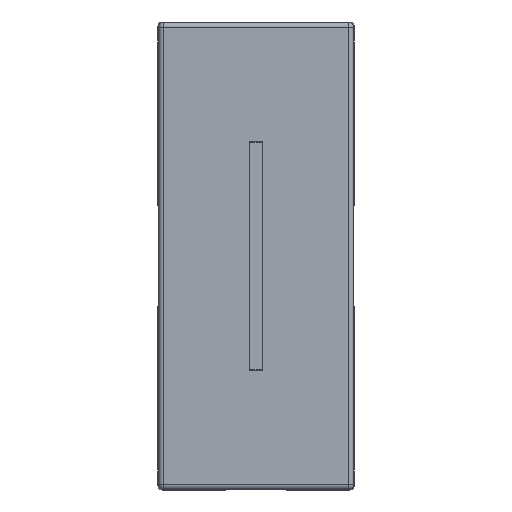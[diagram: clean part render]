
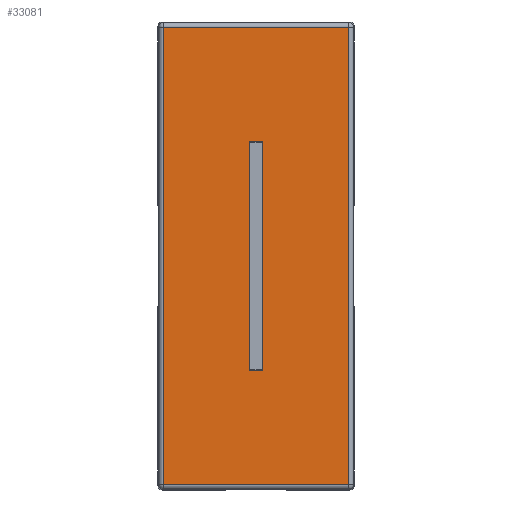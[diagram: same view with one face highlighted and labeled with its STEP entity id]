
A CAD part, top view. The second image highlights one B-rep face of the part: STEP entity #33081.
In plain terms, the highlighted planar face has unit normal (0, 0, 1).
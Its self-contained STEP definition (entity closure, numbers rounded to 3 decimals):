
#3814 = VERTEX_POINT ( 'NONE', #10958 ) ;
#4828 = LINE ( 'NONE', #54181, #60245 ) ;
#5348 = CARTESIAN_POINT ( 'NONE',  ( -0.77, -12.85, 3.8 ) ) ;
#5937 = CARTESIAN_POINT ( 'NONE',  ( 0., 25.763, 3.8 ) ) ;
#6410 = EDGE_LOOP ( 'NONE', ( #56643, #17963, #16664, #39658 ) ) ;
#7396 = AXIS2_PLACEMENT_3D ( 'NONE', #65451, #12307, #33619 ) ;
#8754 = LINE ( 'NONE', #64008, #40723 ) ;
#9800 = CARTESIAN_POINT ( 'NONE',  ( 0.77, -12.85, 3.8 ) ) ;
#10270 = ORIENTED_EDGE ( 'NONE', *, *, #34094, .T. ) ;
#10286 = CARTESIAN_POINT ( 'NONE',  ( 10.463, 25.763, 3.8 ) ) ;
#10958 = CARTESIAN_POINT ( 'NONE',  ( -10.463, -25.763, 3.8 ) ) ;
#11268 = ORIENTED_EDGE ( 'NONE', *, *, #55581, .T. ) ;
#12307 = DIRECTION ( 'NONE',  ( 0., 0., -1. ) ) ;
#13163 = LINE ( 'NONE', #5937, #54246 ) ;
#14655 = EDGE_CURVE ( 'NONE', #15508, #18256, #61546, .T. ) ;
#14666 = VECTOR ( 'NONE', #39055, 1000. ) ;
#15054 = CARTESIAN_POINT ( 'NONE',  ( 0., -25.763, 3.8 ) ) ;
#15508 = VERTEX_POINT ( 'NONE', #30943 ) ;
#16664 = ORIENTED_EDGE ( 'NONE', *, *, #58109, .F. ) ;
#17649 = DIRECTION ( 'NONE',  ( 0., 1., 0. ) ) ;
#17963 = ORIENTED_EDGE ( 'NONE', *, *, #35537, .F. ) ;
#18256 = VERTEX_POINT ( 'NONE', #25570 ) ;
#20704 = CARTESIAN_POINT ( 'NONE',  ( 0.77, 12.85, 3.8 ) ) ;
#21637 = DIRECTION ( 'NONE',  ( 1., 0., 0. ) ) ;
#25570 = CARTESIAN_POINT ( 'NONE',  ( -0.77, -12.85, 3.8 ) ) ;
#26119 = LINE ( 'NONE', #5348, #57148 ) ;
#29311 = VERTEX_POINT ( 'NONE', #10286 ) ;
#30943 = CARTESIAN_POINT ( 'NONE',  ( -0.77, 12.85, 3.8 ) ) ;
#31500 = LINE ( 'NONE', #35288, #32386 ) ;
#31901 = VERTEX_POINT ( 'NONE', #41572 ) ;
#32386 = VECTOR ( 'NONE', #51957, 1000. ) ;
#33081 = ADVANCED_FACE ( 'NONE', ( #68940, #35408 ), #54507, .F. ) ;
#33619 = DIRECTION ( 'NONE',  ( -1., 0., 0. ) ) ;
#34094 = EDGE_CURVE ( 'NONE', #3814, #46766, #47038, .T. ) ;
#35288 = CARTESIAN_POINT ( 'NONE',  ( 10.463, 0., 3.8 ) ) ;
#35408 = FACE_OUTER_BOUND ( 'NONE', #52444, .T. ) ;
#35537 = EDGE_CURVE ( 'NONE', #47842, #44697, #4828, .T. ) ;
#36839 = ORIENTED_EDGE ( 'NONE', *, *, #59842, .T. ) ;
#37327 = DIRECTION ( 'NONE',  ( -1., 0., 0. ) ) ;
#37422 = CARTESIAN_POINT ( 'NONE',  ( -10.463, 0., 3.8 ) ) ;
#39055 = DIRECTION ( 'NONE',  ( 0., -1., 0. ) ) ;
#39658 = ORIENTED_EDGE ( 'NONE', *, *, #14655, .F. ) ;
#40723 = VECTOR ( 'NONE', #37327, 1000. ) ;
#41572 = CARTESIAN_POINT ( 'NONE',  ( -10.463, 25.763, 3.8 ) ) ;
#42673 = DIRECTION ( 'NONE',  ( 1., 0., 0. ) ) ;
#44697 = VERTEX_POINT ( 'NONE', #20704 ) ;
#46766 = VERTEX_POINT ( 'NONE', #53619 ) ;
#47038 = LINE ( 'NONE', #15054, #50358 ) ;
#47638 = LINE ( 'NONE', #37422, #69350 ) ;
#47842 = VERTEX_POINT ( 'NONE', #9800 ) ;
#49613 = CARTESIAN_POINT ( 'NONE',  ( -0.77, 12.85, 3.8 ) ) ;
#50358 = VECTOR ( 'NONE', #42673, 1000. ) ;
#51957 = DIRECTION ( 'NONE',  ( 0., 1., 0. ) ) ;
#52444 = EDGE_LOOP ( 'NONE', ( #36839, #10270, #11268, #64763 ) ) ;
#53619 = CARTESIAN_POINT ( 'NONE',  ( 10.463, -25.763, 3.8 ) ) ;
#54181 = CARTESIAN_POINT ( 'NONE',  ( 0.77, 12.85, 3.8 ) ) ;
#54246 = VECTOR ( 'NONE', #64314, 1000. ) ;
#54507 = PLANE ( 'NONE',  #7396 ) ;
#55581 = EDGE_CURVE ( 'NONE', #46766, #29311, #31500, .T. ) ;
#56643 = ORIENTED_EDGE ( 'NONE', *, *, #65888, .F. ) ;
#57148 = VECTOR ( 'NONE', #21637, 1000. ) ;
#58109 = EDGE_CURVE ( 'NONE', #18256, #47842, #26119, .T. ) ;
#59842 = EDGE_CURVE ( 'NONE', #31901, #3814, #47638, .T. ) ;
#59920 = EDGE_CURVE ( 'NONE', #29311, #31901, #13163, .T. ) ;
#60245 = VECTOR ( 'NONE', #17649, 1000. ) ;
#61546 = LINE ( 'NONE', #49613, #14666 ) ;
#63661 = DIRECTION ( 'NONE',  ( 0., -1., 0. ) ) ;
#64008 = CARTESIAN_POINT ( 'NONE',  ( -0.77, 12.85, 3.8 ) ) ;
#64314 = DIRECTION ( 'NONE',  ( -1., 0., 0. ) ) ;
#64763 = ORIENTED_EDGE ( 'NONE', *, *, #59920, .T. ) ;
#65451 = CARTESIAN_POINT ( 'NONE',  ( 0., 0., 3.8 ) ) ;
#65888 = EDGE_CURVE ( 'NONE', #44697, #15508, #8754, .T. ) ;
#68940 = FACE_BOUND ( 'NONE', #6410, .T. ) ;
#69350 = VECTOR ( 'NONE', #63661, 1000. ) ;
